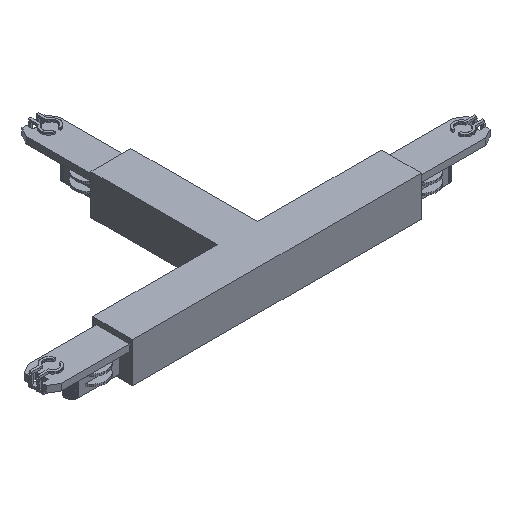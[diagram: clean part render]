
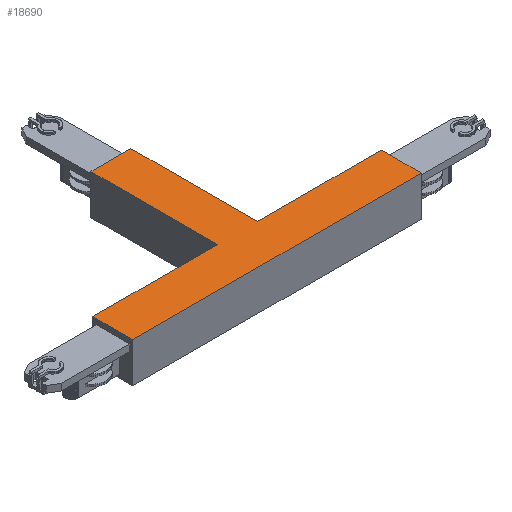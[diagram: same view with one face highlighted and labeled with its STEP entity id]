
A CAD part, isometric view. The second image highlights one B-rep face of the part: STEP entity #18690.
In plain terms, the highlighted planar face has unit normal (0, 0, 1).
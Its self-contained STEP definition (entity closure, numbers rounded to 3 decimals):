
#236=FACE_OUTER_BOUND('',#1197,.T.);
#1197=EDGE_LOOP('',(#13134,#13135,#13136,#13137,#13138,#13139,#13140,#13141));
#1975=LINE('',#25082,#4726);
#1991=LINE('',#25113,#4742);
#1993=LINE('',#25118,#4744);
#2498=LINE('',#26132,#5249);
#2501=LINE('',#26140,#5252);
#2517=LINE('',#26171,#5268);
#2530=LINE('',#26197,#5281);
#2531=LINE('',#26198,#5282);
#4726=VECTOR('',#20435,1000.);
#4742=VECTOR('',#20453,1000.);
#4744=VECTOR('',#20457,1000.);
#5249=VECTOR('',#21316,1000.);
#5252=VECTOR('',#21321,1000.);
#5268=VECTOR('',#21339,1000.);
#5281=VECTOR('',#21354,1000.);
#5282=VECTOR('',#21355,1000.);
#7477=VERTEX_POINT('',#25079);
#7478=VERTEX_POINT('',#25081);
#7492=VERTEX_POINT('',#25111);
#7494=VERTEX_POINT('',#25117);
#7826=VERTEX_POINT('',#26130);
#7829=VERTEX_POINT('',#26137);
#7830=VERTEX_POINT('',#26139);
#7844=VERTEX_POINT('',#26169);
#9311=EDGE_CURVE('',#7477,#7478,#1975,.T.);
#9327=EDGE_CURVE('',#7492,#7477,#1991,.T.);
#9329=EDGE_CURVE('',#7478,#7494,#1993,.T.);
#9834=EDGE_CURVE('',#7826,#7492,#2498,.T.);
#9837=EDGE_CURVE('',#7829,#7830,#2501,.T.);
#9853=EDGE_CURVE('',#7844,#7826,#2517,.T.);
#9866=EDGE_CURVE('',#7830,#7844,#2530,.T.);
#9867=EDGE_CURVE('',#7494,#7829,#2531,.T.);
#13134=ORIENTED_EDGE('',*,*,#9866,.F.);
#13135=ORIENTED_EDGE('',*,*,#9837,.F.);
#13136=ORIENTED_EDGE('',*,*,#9867,.F.);
#13137=ORIENTED_EDGE('',*,*,#9329,.F.);
#13138=ORIENTED_EDGE('',*,*,#9311,.F.);
#13139=ORIENTED_EDGE('',*,*,#9327,.F.);
#13140=ORIENTED_EDGE('',*,*,#9834,.F.);
#13141=ORIENTED_EDGE('',*,*,#9853,.F.);
#17744=PLANE('',#19665);
#18690=ADVANCED_FACE('',(#236),#17744,.T.);
#19665=AXIS2_PLACEMENT_3D('',#26196,#21352,#21353);
#20435=DIRECTION('',(1.,0.,0.));
#20453=DIRECTION('',(0.,1.,0.));
#20457=DIRECTION('',(0.,-1.,0.));
#21316=DIRECTION('',(1.,0.,0.));
#21321=DIRECTION('',(0.,-1.,0.));
#21339=DIRECTION('',(0.,1.,0.));
#21352=DIRECTION('center_axis',(0.,0.,
1.));
#21353=DIRECTION('ref_axis',(1.,0.,0.));
#21354=DIRECTION('',(-1.,0.,0.));
#21355=DIRECTION('',(1.,0.,0.));
#25079=CARTESIAN_POINT('',(-8.884,43.405,6.6));
#25081=CARTESIAN_POINT('',(9.116,43.405,6.6));
#25082=CARTESIAN_POINT('',(-8.884,43.405,6.6));
#25111=CARTESIAN_POINT('',(-8.884,-13.595,6.6));
#25113=CARTESIAN_POINT('',(-8.884,-13.595,6.6));
#25117=CARTESIAN_POINT('',(9.116,-13.595,6.6));
#25118=CARTESIAN_POINT('',(9.116,43.405,6.6));
#26130=CARTESIAN_POINT('',(-65.084,-13.595,6.6));
#26132=CARTESIAN_POINT('',(-65.084,-13.595,6.6));
#26137=CARTESIAN_POINT('',(64.916,-13.595,6.6));
#26139=CARTESIAN_POINT('',(64.916,-31.595,6.6));
#26140=CARTESIAN_POINT('',(64.916,-13.595,6.6));
#26169=CARTESIAN_POINT('',(-65.084,-31.595,6.6));
#26171=CARTESIAN_POINT('',(-65.084,-31.595,6.6));
#26196=CARTESIAN_POINT('Origin',(-0.084,-22.595,6.6));
#26197=CARTESIAN_POINT('',(64.916,-31.595,6.6));
#26198=CARTESIAN_POINT('',(-65.084,-13.595,6.6));
